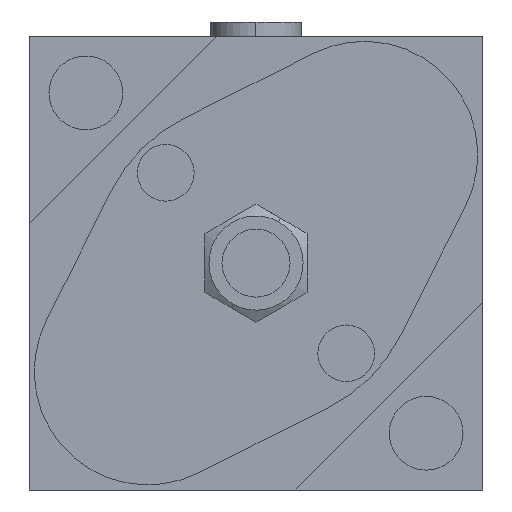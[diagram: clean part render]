
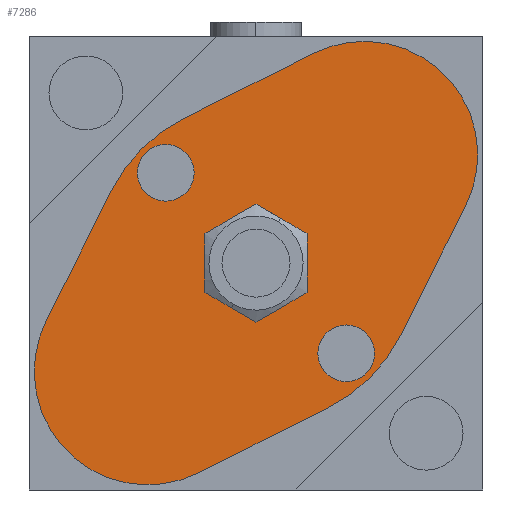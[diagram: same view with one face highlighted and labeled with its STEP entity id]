
A CAD part, left-side view. The second image highlights one B-rep face of the part: STEP entity #7286.
In plain terms, the highlighted planar face has unit normal (-1, 0, 0).
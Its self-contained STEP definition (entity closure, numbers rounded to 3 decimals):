
#6240=CARTESIAN_POINT('Vertex',(-198.,36.967,-10.121)) ;
#6247=CARTESIAN_POINT('Vertex',(-198.,10.121,-36.967)) ;
#6250=CARTESIAN_POINT('Axis2P3D Location',(-198.,19.092,-19.092)) ;
#6271=CARTESIAN_POINT('Vertex',(-198.,-12.784,-25.472)) ;
#6274=CARTESIAN_POINT('Line Origine',(-198.,-1.331,-31.22)) ;
#6295=CARTESIAN_POINT('Vertex',(-198.,-25.472,-12.784)) ;
#6298=CARTESIAN_POINT('Axis2P3D Location',(-198.,0.,0.)) ;
#6319=CARTESIAN_POINT('Vertex',(-198.,-36.967,10.121)) ;
#6322=CARTESIAN_POINT('Line Origine',(-198.,-31.22,-1.331)) ;
#6343=CARTESIAN_POINT('Vertex',(-198.,-10.121,36.967)) ;
#6346=CARTESIAN_POINT('Axis2P3D Location',(-198.,-19.092,19.092)) ;
#6367=CARTESIAN_POINT('Vertex',(-198.,12.784,25.472)) ;
#6370=CARTESIAN_POINT('Line Origine',(-198.,1.331,31.22)) ;
#6391=CARTESIAN_POINT('Vertex',(-198.,25.472,12.784)) ;
#6394=CARTESIAN_POINT('Axis2P3D Location',(-198.,0.,0.)) ;
#6411=CARTESIAN_POINT('Line Origine',(-198.,31.22,1.331)) ;
#7217=CARTESIAN_POINT('Axis2P3D Location',(-198.,0.,0.)) ;
#7232=CARTESIAN_POINT('Axis2P3D Location',(-198.,0.,0.)) ;
#7236=CARTESIAN_POINT('Vertex',(-198.,3.979,-7.284)) ;
#7238=CARTESIAN_POINT('Vertex',(-198.,-3.979,7.284)) ;
#7241=CARTESIAN_POINT('Axis2P3D Location',(-198.,0.,0.)) ;
#7250=CARTESIAN_POINT('Axis2P3D Location',(-198.,-15.91,-15.91)) ;
#7254=CARTESIAN_POINT('Vertex',(-198.,-15.91,-10.91)) ;
#7256=CARTESIAN_POINT('Vertex',(-198.,-15.91,-20.91)) ;
#7259=CARTESIAN_POINT('Axis2P3D Location',(-198.,-15.91,-15.91)) ;
#7268=CARTESIAN_POINT('Axis2P3D Location',(-198.,15.91,15.91)) ;
#7272=CARTESIAN_POINT('Vertex',(-198.,15.91,20.91)) ;
#7274=CARTESIAN_POINT('Vertex',(-198.,15.91,10.91)) ;
#7277=CARTESIAN_POINT('Axis2P3D Location',(-198.,15.91,15.91)) ;
#6251=DIRECTION('Axis2P3D Direction',(-1.,0.,0.)) ;
#6275=DIRECTION('Vector Direction',(0.,0.894,-0.449)) ;
#6299=DIRECTION('Axis2P3D Direction',(-1.,0.,0.)) ;
#6323=DIRECTION('Vector Direction',(0.,-0.449,0.894)) ;
#6347=DIRECTION('Axis2P3D Direction',(-1.,0.,0.)) ;
#6371=DIRECTION('Vector Direction',(0.,0.894,-0.449)) ;
#6395=DIRECTION('Axis2P3D Direction',(-1.,0.,0.)) ;
#6412=DIRECTION('Vector Direction',(0.,-0.449,0.894)) ;
#7218=DIRECTION('Axis2P3D Direction',(1.,-0.,0.)) ;
#7219=DIRECTION('Axis2P3D XDirection',(0.,0.,-1.)) ;
#7233=DIRECTION('Axis2P3D Direction',(1.,-0.,0.)) ;
#7242=DIRECTION('Axis2P3D Direction',(1.,-0.,0.)) ;
#7251=DIRECTION('Axis2P3D Direction',(1.,-0.,0.)) ;
#7260=DIRECTION('Axis2P3D Direction',(1.,-0.,0.)) ;
#7269=DIRECTION('Axis2P3D Direction',(1.,-0.,0.)) ;
#7278=DIRECTION('Axis2P3D Direction',(1.,-0.,0.)) ;
#6252=AXIS2_PLACEMENT_3D('Circle Axis2P3D',#6250,#6251,$) ;
#6300=AXIS2_PLACEMENT_3D('Circle Axis2P3D',#6298,#6299,$) ;
#6348=AXIS2_PLACEMENT_3D('Circle Axis2P3D',#6346,#6347,$) ;
#6396=AXIS2_PLACEMENT_3D('Circle Axis2P3D',#6394,#6395,$) ;
#7220=AXIS2_PLACEMENT_3D('Plane Axis2P3D',#7217,#7218,#7219) ;
#7234=AXIS2_PLACEMENT_3D('Circle Axis2P3D',#7232,#7233,$) ;
#7243=AXIS2_PLACEMENT_3D('Circle Axis2P3D',#7241,#7242,$) ;
#7252=AXIS2_PLACEMENT_3D('Circle Axis2P3D',#7250,#7251,$) ;
#7261=AXIS2_PLACEMENT_3D('Circle Axis2P3D',#7259,#7260,$) ;
#7270=AXIS2_PLACEMENT_3D('Circle Axis2P3D',#7268,#7269,$) ;
#7279=AXIS2_PLACEMENT_3D('Circle Axis2P3D',#7277,#7278,$) ;
#7223=ORIENTED_EDGE('',*,*,#6254,.T.) ;
#7224=ORIENTED_EDGE('',*,*,#6278,.T.) ;
#7225=ORIENTED_EDGE('',*,*,#6302,.T.) ;
#7226=ORIENTED_EDGE('',*,*,#6326,.T.) ;
#7227=ORIENTED_EDGE('',*,*,#6350,.T.) ;
#7228=ORIENTED_EDGE('',*,*,#6374,.T.) ;
#7229=ORIENTED_EDGE('',*,*,#6398,.T.) ;
#7230=ORIENTED_EDGE('',*,*,#6415,.T.) ;
#7247=ORIENTED_EDGE('',*,*,#7240,.T.) ;
#7248=ORIENTED_EDGE('',*,*,#7245,.T.) ;
#7265=ORIENTED_EDGE('',*,*,#7258,.T.) ;
#7266=ORIENTED_EDGE('',*,*,#7263,.T.) ;
#7283=ORIENTED_EDGE('',*,*,#7276,.T.) ;
#7284=ORIENTED_EDGE('',*,*,#7281,.T.) ;
#7249=FACE_BOUND('',#7246,.T.) ;
#7267=FACE_BOUND('',#7264,.T.) ;
#7285=FACE_BOUND('',#7282,.T.) ;
#6276=VECTOR('Line Direction',#6275,1.) ;
#6324=VECTOR('Line Direction',#6323,1.) ;
#6372=VECTOR('Line Direction',#6371,1.) ;
#6413=VECTOR('Line Direction',#6412,1.) ;
#7286=ADVANCED_FACE('SA_50_25_25_T01_TUENKERS',(#7231,#7249,#7267,#7285),#7221,.F.) ;
#6253=CIRCLE('generated circle',#6252,20.) ;
#6301=CIRCLE('generated circle',#6300,28.5) ;
#6349=CIRCLE('generated circle',#6348,20.) ;
#6397=CIRCLE('generated circle',#6396,28.5) ;
#7235=CIRCLE('generated circle',#7234,8.3) ;
#7244=CIRCLE('generated circle',#7243,8.3) ;
#7253=CIRCLE('generated circle',#7252,5.) ;
#7262=CIRCLE('generated circle',#7261,5.) ;
#7271=CIRCLE('generated circle',#7270,5.) ;
#7280=CIRCLE('generated circle',#7279,5.) ;
#6254=EDGE_CURVE('',#6241,#6248,#6253,.T.) ;
#6278=EDGE_CURVE('',#6248,#6272,#6277,.F.) ;
#6302=EDGE_CURVE('',#6272,#6296,#6301,.T.) ;
#6326=EDGE_CURVE('',#6296,#6320,#6325,.T.) ;
#6350=EDGE_CURVE('',#6320,#6344,#6349,.T.) ;
#6374=EDGE_CURVE('',#6344,#6368,#6373,.T.) ;
#6398=EDGE_CURVE('',#6368,#6392,#6397,.T.) ;
#6415=EDGE_CURVE('',#6392,#6241,#6414,.F.) ;
#7240=EDGE_CURVE('',#7237,#7239,#7235,.T.) ;
#7245=EDGE_CURVE('',#7239,#7237,#7244,.T.) ;
#7258=EDGE_CURVE('',#7255,#7257,#7253,.T.) ;
#7263=EDGE_CURVE('',#7257,#7255,#7262,.T.) ;
#7276=EDGE_CURVE('',#7273,#7275,#7271,.T.) ;
#7281=EDGE_CURVE('',#7275,#7273,#7280,.T.) ;
#7222=EDGE_LOOP('',(#7223,#7224,#7225,#7226,#7227,#7228,#7229,#7230)) ;
#7246=EDGE_LOOP('',(#7247,#7248)) ;
#7264=EDGE_LOOP('',(#7265,#7266)) ;
#7282=EDGE_LOOP('',(#7283,#7284)) ;
#7231=FACE_OUTER_BOUND('',#7222,.T.) ;
#6277=LINE('Line',#6274,#6276) ;
#6325=LINE('Line',#6322,#6324) ;
#6373=LINE('Line',#6370,#6372) ;
#6414=LINE('Line',#6411,#6413) ;
#7221=PLANE('Plane',#7220) ;
#6241=VERTEX_POINT('',#6240) ;
#6248=VERTEX_POINT('',#6247) ;
#6272=VERTEX_POINT('',#6271) ;
#6296=VERTEX_POINT('',#6295) ;
#6320=VERTEX_POINT('',#6319) ;
#6344=VERTEX_POINT('',#6343) ;
#6368=VERTEX_POINT('',#6367) ;
#6392=VERTEX_POINT('',#6391) ;
#7237=VERTEX_POINT('',#7236) ;
#7239=VERTEX_POINT('',#7238) ;
#7255=VERTEX_POINT('',#7254) ;
#7257=VERTEX_POINT('',#7256) ;
#7273=VERTEX_POINT('',#7272) ;
#7275=VERTEX_POINT('',#7274) ;
